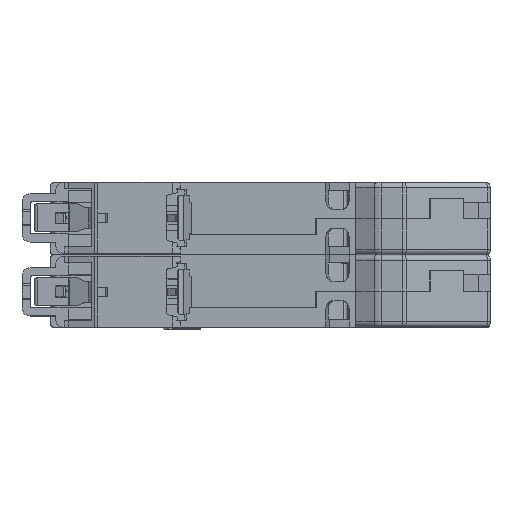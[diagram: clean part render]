
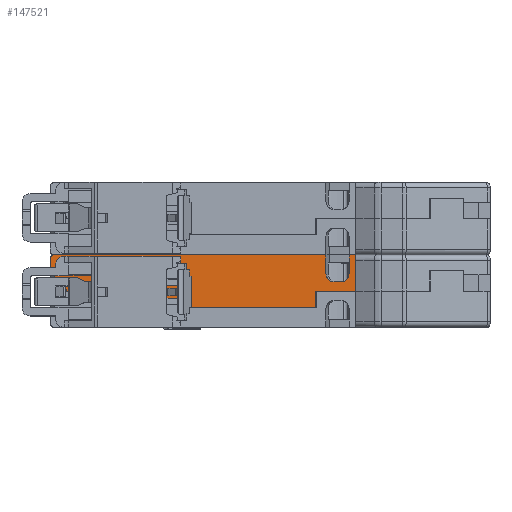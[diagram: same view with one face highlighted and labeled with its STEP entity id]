
A CAD part, top view. The second image highlights one B-rep face of the part: STEP entity #147521.
In plain terms, the highlighted planar face has unit normal (0, 0, 1).
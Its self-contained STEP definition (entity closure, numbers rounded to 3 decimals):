
#130136=DIRECTION('',(-1.,0.,0.));
#130137=VECTOR('',#130136,9.);
#130138=CARTESIAN_POINT('',(12.,6.888,-5.5));
#130139=LINE('',#130138,#130137);
#130323=DIRECTION('',(1.,0.,0.));
#130324=VECTOR('',#130323,0.8);
#130325=CARTESIAN_POINT('',(0.,10.838,-5.5));
#130326=LINE('',#130325,#130324);
#130327=DIRECTION('',(0.,-1.,0.));
#130328=VECTOR('',#130327,2.1);
#130329=CARTESIAN_POINT('',(0.,12.938,-5.5));
#130330=LINE('',#130329,#130328);
#130331=CARTESIAN_POINT('',(0.7,12.938,-5.5));
#130332=DIRECTION('',(0.,0.,1.));
#130333=DIRECTION('',(0.,1.,0.));
#130334=AXIS2_PLACEMENT_3D('',#130331,#130332,#130333);
#130336=DIRECTION('',(-1.,0.,0.));
#130337=VECTOR('',#130336,50.7);
#130338=CARTESIAN_POINT('',(51.4,13.638,-5.5));
#130339=LINE('',#130338,#130337);
#130340=DIRECTION('',(0.,1.,0.));
#130341=VECTOR('',#130340,3.5);
#130342=CARTESIAN_POINT('',(51.4,10.138,-5.5));
#130343=LINE('',#130342,#130341);
#130344=DIRECTION('',(-1.,0.,0.));
#130345=VECTOR('',#130344,1.233);
#130346=CARTESIAN_POINT('',(54.166,8.638,-5.5));
#130347=LINE('',#130346,#130345);
#130348=DIRECTION('',(-1.,0.,0.));
#130349=VECTOR('',#130348,2.8);
#130350=CARTESIAN_POINT('',(58.5,13.638,-5.5));
#130351=LINE('',#130350,#130349);
#130352=DIRECTION('',(0.,1.,0.));
#130353=VECTOR('',#130352,3.);
#130354=CARTESIAN_POINT('',(49.5,3.888,-5.5));
#130355=LINE('',#130354,#130353);
#130356=DIRECTION('',(1.,0.,0.));
#130357=VECTOR('',#130356,35.);
#130358=CARTESIAN_POINT('',(14.5,3.888,-5.5));
#130359=LINE('',#130358,#130357);
#130360=DIRECTION('',(-1.,0.,0.));
#130361=VECTOR('',#130360,5.5);
#130362=CARTESIAN_POINT('',(20.,9.888,-5.5));
#130363=LINE('',#130362,#130361);
#130364=DIRECTION('',(0.707,0.707,0.));
#130365=VECTOR('',#130364,0.424);
#130366=CARTESIAN_POINT('',(2.5,10.788,-5.5));
#130367=LINE('',#130366,#130365);
#130368=DIRECTION('',(0.,1.,0.));
#130369=VECTOR('',#130368,0.9);
#130370=CARTESIAN_POINT('',(2.5,9.888,-5.5));
#130371=LINE('',#130370,#130369);
#130372=DIRECTION('',(-1.,0.,0.));
#130373=VECTOR('',#130372,9.5);
#130374=CARTESIAN_POINT('',(12.,9.888,-5.5));
#130375=LINE('',#130374,#130373);
#130376=DIRECTION('',(0.206,-0.979,0.));
#130377=VECTOR('',#130376,0.971);
#130378=CARTESIAN_POINT('',(2.8,7.838,-5.5));
#130379=LINE('',#130378,#130377);
#130384=DIRECTION('',(0.,1.,0.));
#130385=VECTOR('',#130384,3.);
#130386=CARTESIAN_POINT('',(0.8,7.838,-5.5));
#130387=LINE('',#130386,#130385);
#130885=DIRECTION('',(0.,1.,0.));
#130886=VECTOR('',#130885,3.5);
#130887=CARTESIAN_POINT('',(55.7,10.138,-5.5));
#130888=LINE('',#130887,#130886);
#130937=DIRECTION('',(0.,-1.,0.));
#130938=VECTOR('',#130937,6.75);
#130939=CARTESIAN_POINT('',(58.5,13.638,-5.5));
#130940=LINE('',#130939,#130938);
#131451=CARTESIAN_POINT('',(54.166,8.638,-5.5));
#131452=CARTESIAN_POINT('',(54.419,8.638,-5.5));
#131453=CARTESIAN_POINT('',(54.818,8.745,-5.5));
#131454=CARTESIAN_POINT('',(55.27,9.052,-5.5));
#131455=CARTESIAN_POINT('',(55.587,9.493,-5.5));
#131456=CARTESIAN_POINT('',(55.7,9.886,-5.5));
#131457=CARTESIAN_POINT('',(55.7,10.138,-5.5));
#131563=DIRECTION('',(0.,1.,0.));
#131564=VECTOR('',#131563,1.2);
#131565=CARTESIAN_POINT('',(20.,9.888,-5.5));
#131566=LINE('',#131565,#131564);
#131583=DIRECTION('',(-1.,0.,0.));
#131584=VECTOR('',#131583,17.2);
#131585=CARTESIAN_POINT('',(20.,11.088,-5.5));
#131586=LINE('',#131585,#131584);
#138314=DIRECTION('',(0.,-1.,0.));
#138315=VECTOR('',#138314,3.);
#138316=CARTESIAN_POINT('',(12.,9.888,-5.5));
#138317=LINE('',#138316,#138315);
#138358=DIRECTION('',(0.,1.,0.));
#138359=VECTOR('',#138358,6.);
#138360=CARTESIAN_POINT('',(14.5,3.888,-5.5));
#138361=LINE('',#138360,#138359);
#138481=DIRECTION('',(-1.,0.,0.));
#138482=VECTOR('',#138481,9.);
#138483=CARTESIAN_POINT('',(58.5,6.888,-5.5));
#138484=LINE('',#138483,#138482);
#138555=CARTESIAN_POINT('',(51.4,10.138,-5.5));
#138556=CARTESIAN_POINT('',(51.4,9.886,-5.5));
#138557=CARTESIAN_POINT('',(51.513,9.493,-5.5));
#138558=CARTESIAN_POINT('',(51.83,9.052,-5.5));
#138559=CARTESIAN_POINT('',(52.282,8.745,-5.5));
#138560=CARTESIAN_POINT('',(52.681,8.638,-5.5));
#138561=CARTESIAN_POINT('',(52.934,8.638,-5.5));
#138579=DIRECTION('',(-1.,0.,0.));
#138580=VECTOR('',#138579,2.);
#138581=CARTESIAN_POINT('',(2.8,7.838,-5.5));
#138582=LINE('',#138581,#138580);
#143378=CARTESIAN_POINT('',(0.,10.838,-5.5));
#143379=CARTESIAN_POINT('',(0.8,10.838,-5.5));
#143380=VERTEX_POINT('',#143378);
#143381=VERTEX_POINT('',#143379);
#143382=CARTESIAN_POINT('',(0.8,7.838,-5.5));
#143383=VERTEX_POINT('',#143382);
#143384=CARTESIAN_POINT('',(2.8,7.838,-5.5));
#143385=VERTEX_POINT('',#143384);
#143386=CARTESIAN_POINT('',(3.,6.888,-5.5));
#143387=VERTEX_POINT('',#143386);
#143388=CARTESIAN_POINT('',(12.,6.888,-5.5));
#143389=VERTEX_POINT('',#143388);
#143390=CARTESIAN_POINT('',(12.,9.888,-5.5));
#143391=VERTEX_POINT('',#143390);
#143392=CARTESIAN_POINT('',(2.5,9.888,-5.5));
#143393=VERTEX_POINT('',#143392);
#143394=CARTESIAN_POINT('',(2.5,10.788,-5.5));
#143395=VERTEX_POINT('',#143394);
#143396=CARTESIAN_POINT('',(2.8,11.088,-5.5));
#143397=VERTEX_POINT('',#143396);
#143398=CARTESIAN_POINT('',(20.,11.088,-5.5));
#143399=VERTEX_POINT('',#143398);
#143400=CARTESIAN_POINT('',(20.,9.888,-5.5));
#143401=VERTEX_POINT('',#143400);
#143402=CARTESIAN_POINT('',(14.5,9.888,-5.5));
#143403=VERTEX_POINT('',#143402);
#143404=CARTESIAN_POINT('',(14.5,3.888,-5.5));
#143405=VERTEX_POINT('',#143404);
#143406=CARTESIAN_POINT('',(49.5,3.888,-5.5));
#143407=VERTEX_POINT('',#143406);
#143408=CARTESIAN_POINT('',(49.5,6.888,-5.5));
#143409=VERTEX_POINT('',#143408);
#143410=CARTESIAN_POINT('',(58.5,6.888,-5.5));
#143411=VERTEX_POINT('',#143410);
#143412=CARTESIAN_POINT('',(58.5,13.638,-5.5));
#143413=VERTEX_POINT('',#143412);
#143414=CARTESIAN_POINT('',(55.7,13.638,-5.5));
#143415=VERTEX_POINT('',#143414);
#143416=CARTESIAN_POINT('',(55.7,10.138,-5.5));
#143417=VERTEX_POINT('',#143416);
#143418=VERTEX_POINT('',#131451);
#143419=CARTESIAN_POINT('',(52.934,8.638,-5.5));
#143420=VERTEX_POINT('',#143419);
#143421=VERTEX_POINT('',#138555);
#143422=CARTESIAN_POINT('',(51.4,13.638,-5.5));
#143423=VERTEX_POINT('',#143422);
#143424=CARTESIAN_POINT('',(0.7,13.638,-5.5));
#143425=VERTEX_POINT('',#143424);
#143426=CARTESIAN_POINT('',(0.,12.938,-5.5));
#143427=VERTEX_POINT('',#143426);
#147463=CARTESIAN_POINT('',(0.,6.888,-5.5));
#147464=DIRECTION('',(0.,0.,1.));
#147465=DIRECTION('',(1.,0.,0.));
#147466=AXIS2_PLACEMENT_3D('',#147463,#147464,#147465);
#147467=PLANE('',#147466);
#147469=ORIENTED_EDGE('',*,*,#147468,.F.);
#147471=ORIENTED_EDGE('',*,*,#147470,.F.);
#147473=ORIENTED_EDGE('',*,*,#147472,.F.);
#147475=ORIENTED_EDGE('',*,*,#147474,.F.);
#147477=ORIENTED_EDGE('',*,*,#147476,.F.);
#147479=ORIENTED_EDGE('',*,*,#147478,.T.);
#147481=ORIENTED_EDGE('',*,*,#147480,.F.);
#147483=ORIENTED_EDGE('',*,*,#147482,.T.);
#147485=ORIENTED_EDGE('',*,*,#147484,.T.);
#147487=ORIENTED_EDGE('',*,*,#147486,.F.);
#147489=ORIENTED_EDGE('',*,*,#147488,.T.);
#147491=ORIENTED_EDGE('',*,*,#147490,.T.);
#147493=ORIENTED_EDGE('',*,*,#147492,.F.);
#147495=ORIENTED_EDGE('',*,*,#147494,.F.);
#147497=ORIENTED_EDGE('',*,*,#147496,.T.);
#147499=ORIENTED_EDGE('',*,*,#147498,.F.);
#147501=ORIENTED_EDGE('',*,*,#147500,.T.);
#147503=ORIENTED_EDGE('',*,*,#147502,.T.);
#147505=ORIENTED_EDGE('',*,*,#147504,.F.);
#147507=ORIENTED_EDGE('',*,*,#147506,.F.);
#147509=ORIENTED_EDGE('',*,*,#147508,.F.);
#147511=ORIENTED_EDGE('',*,*,#147510,.T.);
#147512=ORIENTED_EDGE('',*,*,#147151,.T.);
#147514=ORIENTED_EDGE('',*,*,#147513,.F.);
#147516=ORIENTED_EDGE('',*,*,#147515,.T.);
#147518=ORIENTED_EDGE('',*,*,#147517,.T.);
#147519=EDGE_LOOP('',(#147469,#147471,#147473,#147475,#147477,#147479,#147481,
#147483,#147485,#147487,#147489,#147491,#147493,#147495,#147497,#147499,#147501,
#147503,#147505,#147507,#147509,#147511,#147512,#147514,#147516,#147518));
#147520=FACE_OUTER_BOUND('',#147519,.F.);
#147521=ADVANCED_FACE('',(#147520),#147467,.T.);
#130335=CIRCLE('',#130334,0.7);
#131458=B_SPLINE_CURVE_WITH_KNOTS('',3,(#131451,#131452,#131453,#131454,#131455,
#131456,#131457),.UNSPECIFIED.,.F.,.F.,(4,1,1,1,4),(0.,0.25,0.5,0.75,
1.),.UNSPECIFIED.);
#138562=B_SPLINE_CURVE_WITH_KNOTS('',3,(#138555,#138556,#138557,#138558,#138559,
#138560,#138561),.UNSPECIFIED.,.F.,.F.,(4,1,1,1,4),(0.,0.25,0.5,0.75,
1.),.UNSPECIFIED.);
#147151=EDGE_CURVE('',#143389,#143387,#130139,.T.);
#147468=EDGE_CURVE('',#143380,#143381,#130326,.T.);
#147470=EDGE_CURVE('',#143427,#143380,#130330,.T.);
#147472=EDGE_CURVE('',#143425,#143427,#130335,.T.);
#147474=EDGE_CURVE('',#143423,#143425,#130339,.T.);
#147476=EDGE_CURVE('',#143421,#143423,#130343,.T.);
#147478=EDGE_CURVE('',#143421,#143420,#138562,.T.);
#147480=EDGE_CURVE('',#143418,#143420,#130347,.T.);
#147482=EDGE_CURVE('',#143418,#143417,#131458,.T.);
#147484=EDGE_CURVE('',#143417,#143415,#130888,.T.);
#147486=EDGE_CURVE('',#143413,#143415,#130351,.T.);
#147488=EDGE_CURVE('',#143413,#143411,#130940,.T.);
#147490=EDGE_CURVE('',#143411,#143409,#138484,.T.);
#147492=EDGE_CURVE('',#143407,#143409,#130355,.T.);
#147494=EDGE_CURVE('',#143405,#143407,#130359,.T.);
#147496=EDGE_CURVE('',#143405,#143403,#138361,.T.);
#147498=EDGE_CURVE('',#143401,#143403,#130363,.T.);
#147500=EDGE_CURVE('',#143401,#143399,#131566,.T.);
#147502=EDGE_CURVE('',#143399,#143397,#131586,.T.);
#147504=EDGE_CURVE('',#143395,#143397,#130367,.T.);
#147506=EDGE_CURVE('',#143393,#143395,#130371,.T.);
#147508=EDGE_CURVE('',#143391,#143393,#130375,.T.);
#147510=EDGE_CURVE('',#143391,#143389,#138317,.T.);
#147513=EDGE_CURVE('',#143385,#143387,#130379,.T.);
#147515=EDGE_CURVE('',#143385,#143383,#138582,.T.);
#147517=EDGE_CURVE('',#143383,#143381,#130387,.T.);
